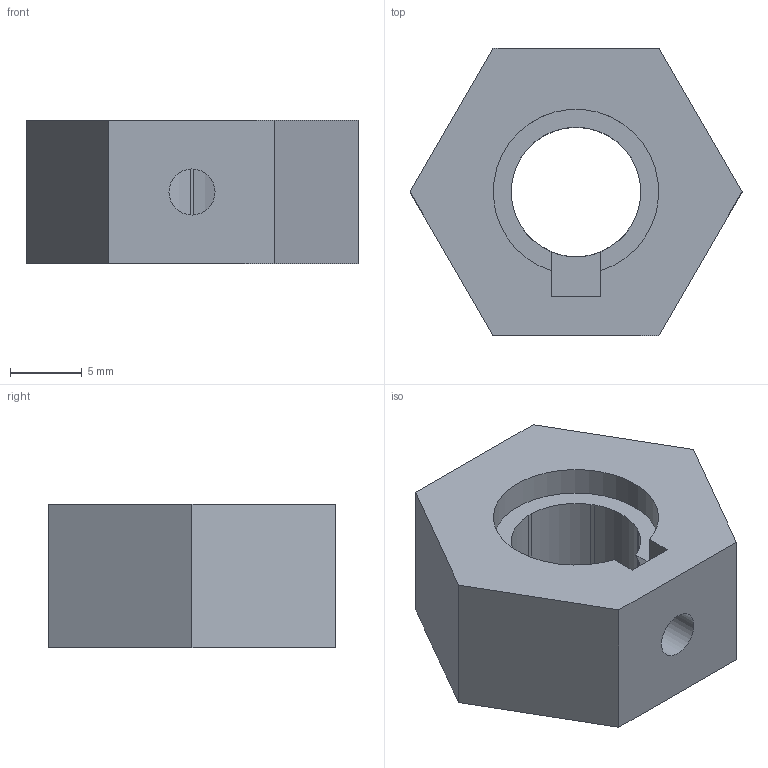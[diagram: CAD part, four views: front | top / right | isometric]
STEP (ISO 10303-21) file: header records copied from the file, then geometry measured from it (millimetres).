
FILE_DESCRIPTION(/* description */ (''),/* implementation_level */ '2;1');
FILE_NAME(/* name */ '296869a1-135f-4442-bf63-dbc889cb7e7b.stp',/* time_stamp */ '2017-06-13T18:38:40-04:00',/* author */ (''),/* organization */ (''),/* preprocessor_version */ 'ST-DEVELOPER v16.13',/* originating_system */ 'Autodesk Translation Framework v6.1.1.50',/* authorisation */ '');
FILE_SCHEMA (('AUTOMOTIVE_DESIGN { 1 0 10303 214 3 1 1 }'));
Length unit declared in the file: millimetre
Products named in the file (1): Pen Clamp
Bounding box: 23.09 x 20 x 10 mm (x, y, z)
Volume: 2618.9 mm3; surface area: 1623.2 mm2
Topology: 1 solids, 1 shells, 31 faces, 85 edges, 56 vertices
Faces by surface type: plane 23, cylinder 8
Full cylindrical faces by diameter (mm): 3.2 x1
Entity records: 1017 total; most frequent: CARTESIAN_POINT 172, DIRECTION 170, ORIENTED_EDGE 168, EDGE_CURVE 84, LINE 62, VECTOR 62, VERTEX_POINT 56, AXIS2_PLACEMENT_3D 54
